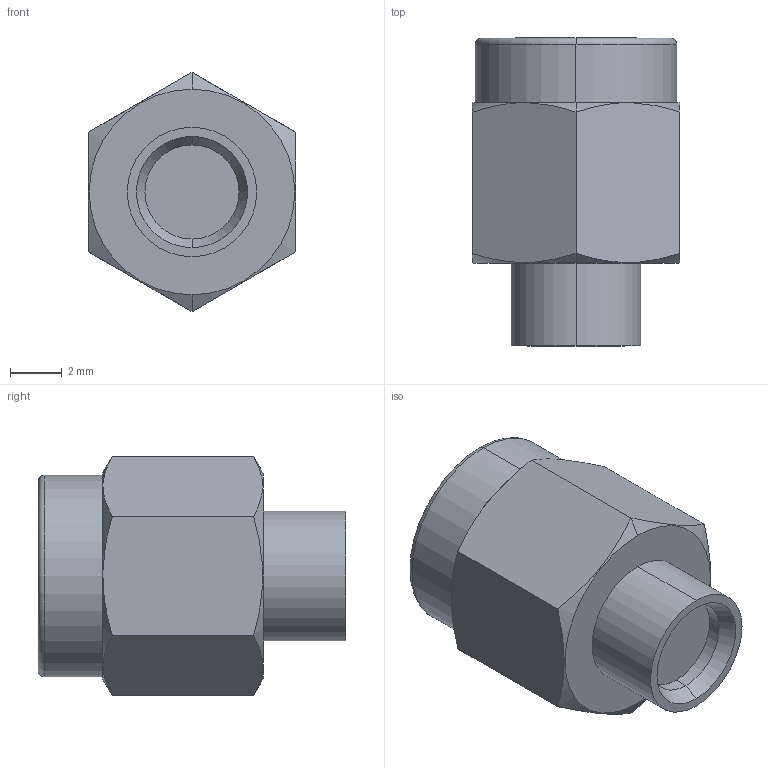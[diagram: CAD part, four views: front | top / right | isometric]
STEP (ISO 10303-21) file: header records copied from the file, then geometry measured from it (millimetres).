
FILE_DESCRIPTION((''),'2;1');
FILE_NAME('2','2021-08-11T',('Administrator'),(''),'PRO/ENGINEER BY PARAMETRIC TECHNOLOGY CORPORATION, 2012090','PRO/ENGINEER BY PARAMETRIC TECHNOLOGY CORPORATION, 2012090','');
FILE_SCHEMA(('CONFIG_CONTROL_DESIGN'));
Length unit declared in the file: millimetre
Products named in the file (1): 2
Bounding box: 8.01 x 11.9 x 9.25 mm (x, y, z)
Volume: 356.6 mm3; surface area: 600.1 mm2
Topology: 1 solids, 1 shells, 60 faces, 133 edges, 83 vertices
Faces by surface type: cylinder 22, plane 18, cone 12, bspline 6, torus 2
Entity records: 3205 total; most frequent: CARTESIAN_POINT 1886, ORIENTED_EDGE 266, DIRECTION 252, EDGE_CURVE 133, AXIS2_PLACEMENT_3D 102, VERTEX_POINT 83, EDGE_LOOP 68, FACE_OUTER_BOUND 60
